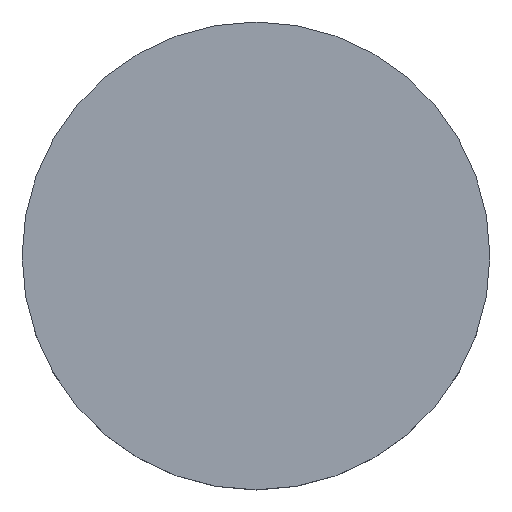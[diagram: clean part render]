
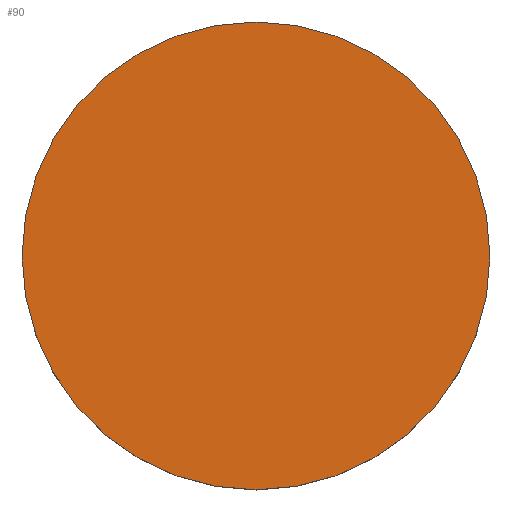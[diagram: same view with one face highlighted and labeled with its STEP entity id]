
A CAD part, top view. The second image highlights one B-rep face of the part: STEP entity #90.
In plain terms, the highlighted planar face has unit normal (0, 0, 1).
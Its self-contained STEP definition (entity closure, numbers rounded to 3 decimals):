
#31=FACE_OUTER_BOUND('',#40,.T.);
#40=EDGE_LOOP('',(#76));
#47=CIRCLE('',#116,6.);
#53=VERTEX_POINT('',#167);
#60=EDGE_CURVE('',#53,#53,#47,.F.);
#76=ORIENTED_EDGE('',*,*,#60,.T.);
#84=PLANE('',#117);
#90=ADVANCED_FACE('',(#31),#84,.T.);
#116=AXIS2_PLACEMENT_3D('',#168,#142,#143);
#117=AXIS2_PLACEMENT_3D('',#170,#145,#146);
#142=DIRECTION('center_axis',(0.,0.,
-1.));
#143=DIRECTION('ref_axis',(-1.,0.,0.));
#145=DIRECTION('center_axis',(0.,0.,
1.));
#146=DIRECTION('ref_axis',(-1.,0.,0.));
#167=CARTESIAN_POINT('',(17.69,36.157,14.2));
#168=CARTESIAN_POINT('Origin',(11.69,36.157,14.2));
#170=CARTESIAN_POINT('Origin',(11.69,36.157,14.2));
